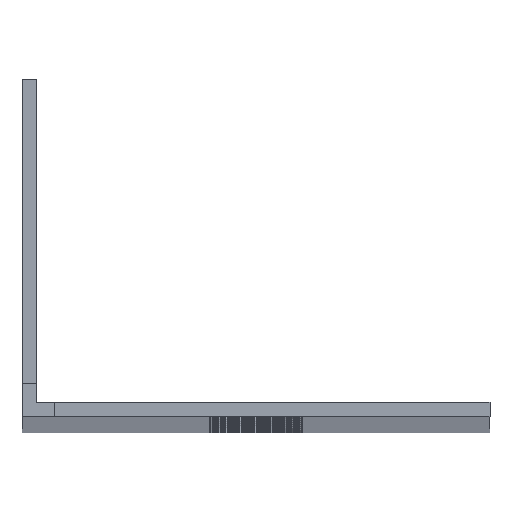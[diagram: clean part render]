
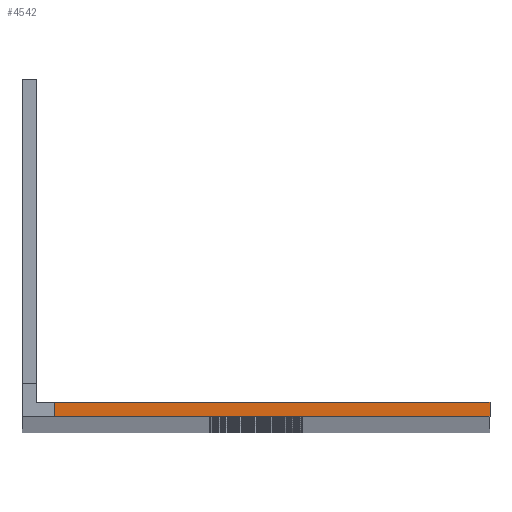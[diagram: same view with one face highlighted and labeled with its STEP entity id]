
A CAD part, top view. The second image highlights one B-rep face of the part: STEP entity #4542.
In plain terms, the highlighted planar face has unit normal (0, 0, 1).
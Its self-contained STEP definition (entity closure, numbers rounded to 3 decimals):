
#523=FACE_OUTER_BOUND('',#835,.T.);
#835=EDGE_LOOP('',(#3696,#3697,#3698,#3699));
#941=LINE('',#6346,#1371);
#1052=LINE('',#6769,#1482);
#1262=LINE('',#7386,#1692);
#1266=LINE('',#7395,#1696);
#1371=VECTOR('',#5087,10.);
#1482=VECTOR('',#5402,10.);
#1692=VECTOR('',#6018,10.);
#1696=VECTOR('',#6030,10.);
#1801=VERTEX_POINT('',#6343);
#1802=VERTEX_POINT('',#6345);
#2011=VERTEX_POINT('',#6766);
#2012=VERTEX_POINT('',#6768);
#2221=EDGE_CURVE('',#1802,#1801,#941,.T.);
#2432=EDGE_CURVE('',#2011,#2012,#1052,.T.);
#2742=EDGE_CURVE('',#1801,#2012,#1262,.T.);
#2746=EDGE_CURVE('',#2011,#1802,#1266,.T.);
#3696=ORIENTED_EDGE('',*,*,#2742,.T.);
#3697=ORIENTED_EDGE('',*,*,#2432,.F.);
#3698=ORIENTED_EDGE('',*,*,#2746,.T.);
#3699=ORIENTED_EDGE('',*,*,#2221,.T.);
#4167=PLANE('',#4977);
#4542=ADVANCED_FACE('',(#523),#4167,.T.);
#4977=AXIS2_PLACEMENT_3D('',#7394,#6028,#6029);
#5087=DIRECTION('',(-1.,0.,0.));
#5402=DIRECTION('',(-1.,0.,0.));
#6018=DIRECTION('',(0.,-1.,0.));
#6028=DIRECTION('center_axis',(0.,0.,1.));
#6029=DIRECTION('ref_axis',(1.,0.,0.));
#6030=DIRECTION('',(0.,1.,0.));
#6343=CARTESIAN_POINT('',(-46.5,1.5,0.));
#6345=CARTESIAN_POINT('',(0.,1.5,0.));
#6346=CARTESIAN_POINT('',(0.,1.5,0.));
#6766=CARTESIAN_POINT('',(0.,0.,0.));
#6768=CARTESIAN_POINT('',(-46.5,0.,0.));
#6769=CARTESIAN_POINT('',(0.,0.,0.));
#7386=CARTESIAN_POINT('',(-46.5,0.75,0.));
#7394=CARTESIAN_POINT('Origin',(-50.,3.5,0.));
#7395=CARTESIAN_POINT('',(0.,0.,0.));
